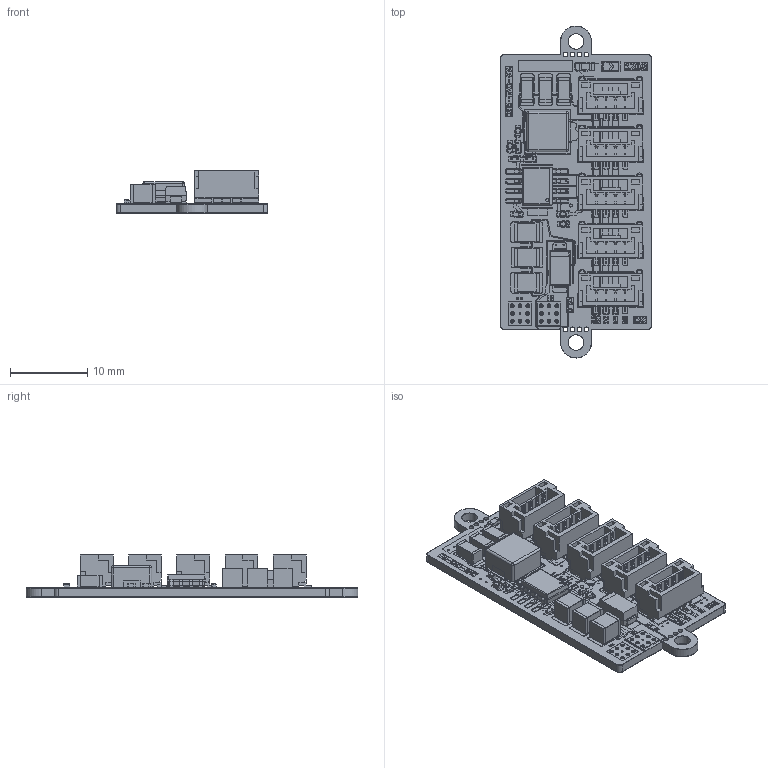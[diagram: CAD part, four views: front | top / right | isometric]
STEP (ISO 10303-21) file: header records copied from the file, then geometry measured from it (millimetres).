
FILE_DESCRIPTION(('HOOPS Exchange Step'),'2;1');
FILE_NAME('temp_export','2026-03-05T17:49:30+08:00',('huibean'),('Shapr3D Limited'),'HOOPS Exchange 2025.9','Shapr3D','Authorized');
FILE_SCHEMA( ('AP242_MANAGED_MODEL_BASED_3D_ENGINEERING_MIM_LF {1 0 10303 442 1 1 4}') );
Length unit declared in the file: millimetre
Products named in the file (32): R_0402_1005Metric; R_0603_1608Metric; C_1206_3216Metric; JST_GH_BM04B-GHS-TBT_1x04-1MP_P1.25mm_Vertical; D_SMA; C_1210_3225Metric; TPS54335ADDAR; C_0402_1005Metric; vimdrones_can_splitter_bec_v1.0 1.23.1; L_Sunlord_MWSA0503S; vimdrones_can_splitter_bec_v1.0_copper; vimdrones_can_splitter_bec_v1.0_pad; vimdrones_can_splitter_bec_v1.0_silkscreen; vimdrones_can_splitter_bec_v1.0_soldermask; vimdrones_can_splitter_bec_v1.0_PCB; vimdrones_can_splitter_bec_v1.0.step; root
Assembly tree (31 placements, depth 4):
  root
    vimdrones_can_splitter_bec_v1.0.step
      R_0402_1005Metric
      R_0603_1608Metric
      C_1206_3216Metric
      JST_GH_BM04B-GHS-TBT_1x04-1MP_P1.25mm_Vertical
      D_SMA
      C_1210_3225Metric
      C_1206_3216Metric
      JST_GH_BM04B-GHS-TBT_1x04-1MP_P1.25mm_Vertical
      R_0402_1005Metric
      R_0402_1005Metric
      C_1210_3225Metric
      C_1206_3216Metric
      C_1210_3225Metric
      TPS54335ADDAR
      JST_GH_BM04B-GHS-TBT_1x04-1MP_P1.25mm_Vertical
      C_0402_1005Metric
      C_0402_1005Metric
      JST_GH_BM04B-GHS-TBT_1x04-1MP_P1.25mm_Vertical
      JST_GH_BM04B-GHS-TBT_1x04-1MP_P1.25mm_Vertical
      C_0402_1005Metric
      R_0402_1005Metric
      C_0402_1005Metric
      L_Sunlord_MWSA0503S
        vimdrones_can_splitter_bec_v1.0 1.23.1
      vimdrones_can_splitter_bec_v1.0_copper
      vimdrones_can_splitter_bec_v1.0_pad
      vimdrones_can_splitter_bec_v1.0_silkscreen
      vimdrones_can_splitter_bec_v1.0_soldermask
      vimdrones_can_splitter_bec_v1.0_soldermask
      vimdrones_can_splitter_bec_v1.0_PCB
Bounding box: 19.6 x 43 x 5.45 mm (x, y, z)
Volume: 1474.4 mm3; surface area: 7820.7 mm2
Topology: 190 solids, 258 shells, 4128 faces, 12890 edges, 9288 vertices
Faces by surface type: plane 2976, cylinder 1138, sphere 14
Full cylindrical faces by diameter (mm): 0.2 x116, 0.225 x27, 0.25 x127, 0.28 x24, 0.305 x12, 0.33 x12, 0.426 x2, 0.5 x32, 0.53 x12, 0.6 x8, 0.626 x15, 0.717 x12, 2 x2, 2.031 x4
Entity records: 154457 total; most frequent: CARTESIAN_POINT 34758, ORIENTED_EDGE 24194, DIRECTION 23623, EDGE_CURVE 12878, VECTOR 9319, LINE 9319, VERTEX_POINT 9288, AXIS2_PLACEMENT_3D 7152
